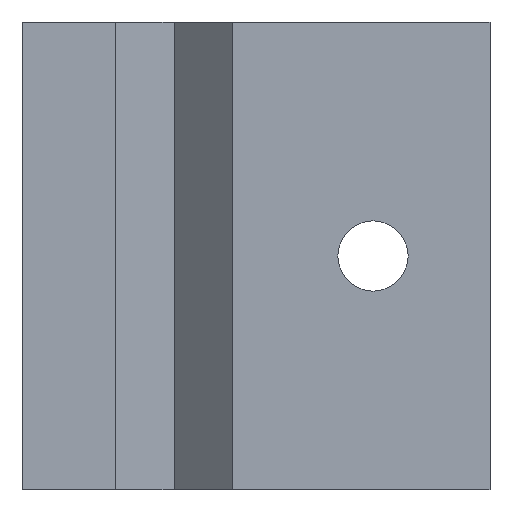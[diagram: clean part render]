
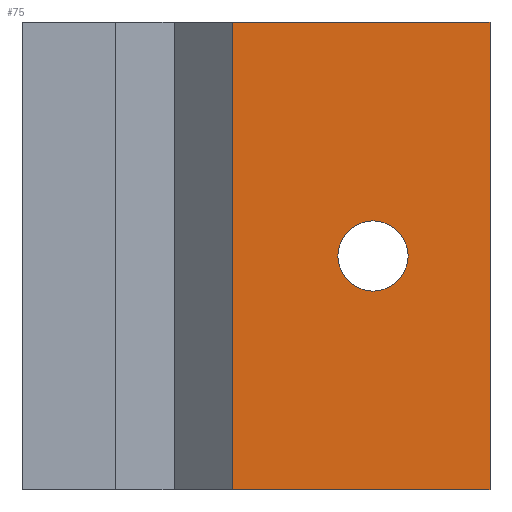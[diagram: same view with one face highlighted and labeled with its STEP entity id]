
A CAD part, left-side view. The second image highlights one B-rep face of the part: STEP entity #75.
In plain terms, the highlighted planar face has unit normal (-1, 0, 0).
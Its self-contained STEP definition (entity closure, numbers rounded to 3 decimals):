
#11 = EDGE_CURVE ( 'NONE', #66, #174, #235, .T. ) ;
#18 = FACE_OUTER_BOUND ( 'NONE', #165, .T. ) ;
#34 = VERTEX_POINT ( 'NONE', #163 ) ;
#46 = CIRCLE ( 'NONE', #221, 1.5 ) ;
#54 = CARTESIAN_POINT ( 'NONE',  ( -5., -10., 20. ) ) ;
#56 = DIRECTION ( 'NONE',  ( 1., 0., 0. ) ) ;
#66 = VERTEX_POINT ( 'NONE', #198 ) ;
#75 = ADVANCED_FACE ( 'NONE', ( #267, #18 ), #164, .F. ) ;
#76 = EDGE_CURVE ( 'NONE', #144, #340, #46, .T. ) ;
#82 = CARTESIAN_POINT ( 'NONE',  ( -5., 1., 82.5 ) ) ;
#84 = DIRECTION ( 'NONE',  ( 0., 0., -1. ) ) ;
#95 = VECTOR ( 'NONE', #175, 1000. ) ;
#109 = CARTESIAN_POINT ( 'NONE',  ( -5., 1., 20. ) ) ;
#112 = DIRECTION ( 'NONE',  ( 0., 0., -1. ) ) ;
#128 = ORIENTED_EDGE ( 'NONE', *, *, #155, .F. ) ;
#135 = EDGE_CURVE ( 'NONE', #324, #34, #224, .T. ) ;
#141 = DIRECTION ( 'NONE',  ( 0., 0., -1. ) ) ;
#144 = VERTEX_POINT ( 'NONE', #257 ) ;
#155 = EDGE_CURVE ( 'NONE', #324, #66, #159, .T. ) ;
#159 = LINE ( 'NONE', #226, #273 ) ;
#163 = CARTESIAN_POINT ( 'NONE',  ( -5., 1., 0. ) ) ;
#164 = PLANE ( 'NONE',  #353 ) ;
#165 = EDGE_LOOP ( 'NONE', ( #128, #364, #254, #343 ) ) ;
#167 = DIRECTION ( 'NONE',  ( 0., 0., -1. ) ) ;
#168 = CARTESIAN_POINT ( 'NONE',  ( -5., -5., 10. ) ) ;
#170 = VECTOR ( 'NONE', #141, 1000. ) ;
#171 = CARTESIAN_POINT ( 'NONE',  ( -5., -10., 0. ) ) ;
#174 = VERTEX_POINT ( 'NONE', #171 ) ;
#175 = DIRECTION ( 'NONE',  ( 0., -1., 0. ) ) ;
#178 = EDGE_CURVE ( 'NONE', #34, #174, #195, .T. ) ;
#187 = CIRCLE ( 'NONE', #344, 1.5 ) ;
#190 = CARTESIAN_POINT ( 'NONE',  ( -5., -5., 11.5 ) ) ;
#193 = CARTESIAN_POINT ( 'NONE',  ( -5., -5., 10. ) ) ;
#195 = LINE ( 'NONE', #354, #95 ) ;
#198 = CARTESIAN_POINT ( 'NONE',  ( -5., -10., 20. ) ) ;
#208 = DIRECTION ( 'NONE',  ( 0., 0., -1. ) ) ;
#221 = AXIS2_PLACEMENT_3D ( 'NONE', #193, #256, #84 ) ;
#224 = LINE ( 'NONE', #82, #370 ) ;
#226 = CARTESIAN_POINT ( 'NONE',  ( -5., -10., 20. ) ) ;
#235 = LINE ( 'NONE', #54, #170 ) ;
#245 = EDGE_CURVE ( 'NONE', #340, #144, #187, .T. ) ;
#254 = ORIENTED_EDGE ( 'NONE', *, *, #178, .T. ) ;
#256 = DIRECTION ( 'NONE',  ( 1., 0., 0. ) ) ;
#257 = CARTESIAN_POINT ( 'NONE',  ( -5., -5., 8.5 ) ) ;
#267 = FACE_BOUND ( 'NONE', #368, .T. ) ;
#273 = VECTOR ( 'NONE', #321, 1000. ) ;
#310 = ORIENTED_EDGE ( 'NONE', *, *, #76, .T. ) ;
#321 = DIRECTION ( 'NONE',  ( 0., -1., 0. ) ) ;
#324 = VERTEX_POINT ( 'NONE', #109 ) ;
#325 = CARTESIAN_POINT ( 'NONE',  ( -5., -10., 20. ) ) ;
#331 = DIRECTION ( 'NONE',  ( 1., 0., 0. ) ) ;
#340 = VERTEX_POINT ( 'NONE', #190 ) ;
#343 = ORIENTED_EDGE ( 'NONE', *, *, #11, .F. ) ;
#344 = AXIS2_PLACEMENT_3D ( 'NONE', #168, #331, #208 ) ;
#353 = AXIS2_PLACEMENT_3D ( 'NONE', #325, #56, #167 ) ;
#354 = CARTESIAN_POINT ( 'NONE',  ( -5., -10., 0. ) ) ;
#358 = ORIENTED_EDGE ( 'NONE', *, *, #245, .T. ) ;
#364 = ORIENTED_EDGE ( 'NONE', *, *, #135, .T. ) ;
#368 = EDGE_LOOP ( 'NONE', ( #310, #358 ) ) ;
#370 = VECTOR ( 'NONE', #112, 1000. ) ;
